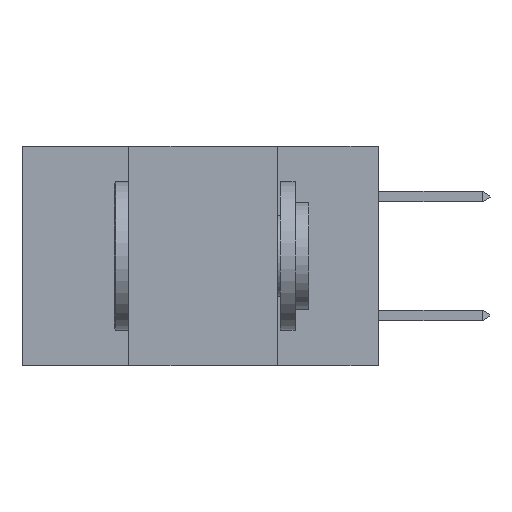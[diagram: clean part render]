
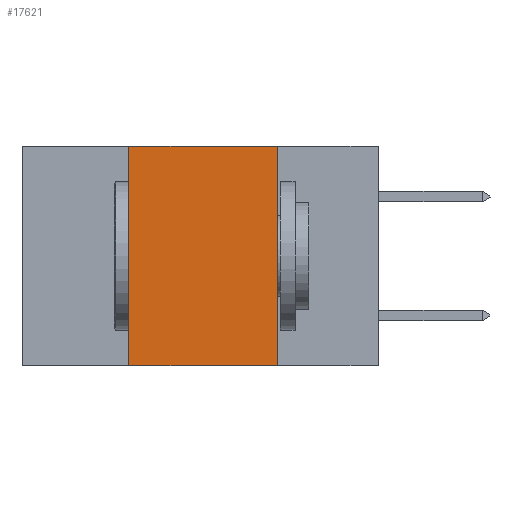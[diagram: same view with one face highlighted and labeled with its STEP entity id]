
A CAD part, left-side view. The second image highlights one B-rep face of the part: STEP entity #17621.
In plain terms, the highlighted planar face has unit normal (-1, 0, 0).
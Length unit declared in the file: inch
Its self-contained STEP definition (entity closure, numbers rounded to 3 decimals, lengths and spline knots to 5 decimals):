
#571 = EDGE_LOOP ( 'NONE', ( #9359, #20705, #27120, #16338 ) ) ;
#1017 = VERTEX_POINT ( 'NONE', #24876 ) ;
#1522 = LINE ( 'NONE', #21250, #5860 ) ;
#2971 = EDGE_CURVE ( 'NONE', #8615, #7574, #1522, .T. ) ;
#4797 = CARTESIAN_POINT ( 'NONE',  ( 0., 0.42, -0.37 ) ) ;
#5255 = CARTESIAN_POINT ( 'NONE',  ( 0., 0.17, 0. ) ) ;
#5860 = VECTOR ( 'NONE', #12302, 39.37008 ) ;
#6575 = VERTEX_POINT ( 'NONE', #4797 ) ;
#6898 = VECTOR ( 'NONE', #21569, 39.37008 ) ;
#7197 = PLANE ( 'NONE',  #17453 ) ;
#7574 = VERTEX_POINT ( 'NONE', #19172 ) ;
#8615 = VERTEX_POINT ( 'NONE', #5255 ) ;
#8743 = VECTOR ( 'NONE', #22130, 39.37008 ) ;
#9337 = LINE ( 'NONE', #19330, #26411 ) ;
#9359 = ORIENTED_EDGE ( 'NONE', *, *, #2971, .F. ) ;
#11281 = EDGE_CURVE ( 'NONE', #1017, #8615, #14315, .T. ) ;
#11411 = DIRECTION ( 'NONE',  ( 0., 0., -1. ) ) ;
#12302 = DIRECTION ( 'NONE',  ( 0., 0., -1. ) ) ;
#14315 = LINE ( 'NONE', #17763, #8743 ) ;
#14826 = EDGE_CURVE ( 'NONE', #6575, #1017, #9337, .T. ) ;
#16338 = ORIENTED_EDGE ( 'NONE', *, *, #22606, .T. ) ;
#17216 = CARTESIAN_POINT ( 'NONE',  ( 0., 0.6, -0.37 ) ) ;
#17453 = AXIS2_PLACEMENT_3D ( 'NONE', #22112, #24251, #11411 ) ;
#17488 = LINE ( 'NONE', #17216, #6898 ) ;
#17621 = ADVANCED_FACE ( 'NONE', ( #21545 ), #7197, .F. ) ;
#17763 = CARTESIAN_POINT ( 'NONE',  ( 0., 0.6, 0. ) ) ;
#19172 = CARTESIAN_POINT ( 'NONE',  ( 0., 0.17, -0.37 ) ) ;
#19330 = CARTESIAN_POINT ( 'NONE',  ( 0., 0.42, 0. ) ) ;
#20705 = ORIENTED_EDGE ( 'NONE', *, *, #11281, .F. ) ;
#21250 = CARTESIAN_POINT ( 'NONE',  ( 0., 0.17, 0. ) ) ;
#21545 = FACE_OUTER_BOUND ( 'NONE', #571, .T. ) ;
#21569 = DIRECTION ( 'NONE',  ( 0., -1., 0. ) ) ;
#22112 = CARTESIAN_POINT ( 'NONE',  ( 0., 0.6, 0. ) ) ;
#22130 = DIRECTION ( 'NONE',  ( 0., -1., 0. ) ) ;
#22606 = EDGE_CURVE ( 'NONE', #6575, #7574, #17488, .T. ) ;
#23572 = DIRECTION ( 'NONE',  ( 0., 0., 1. ) ) ;
#24251 = DIRECTION ( 'NONE',  ( 1., 0., 0. ) ) ;
#24876 = CARTESIAN_POINT ( 'NONE',  ( 0., 0.42, 0. ) ) ;
#26411 = VECTOR ( 'NONE', #23572, 39.37008 ) ;
#27120 = ORIENTED_EDGE ( 'NONE', *, *, #14826, .F. ) ;
